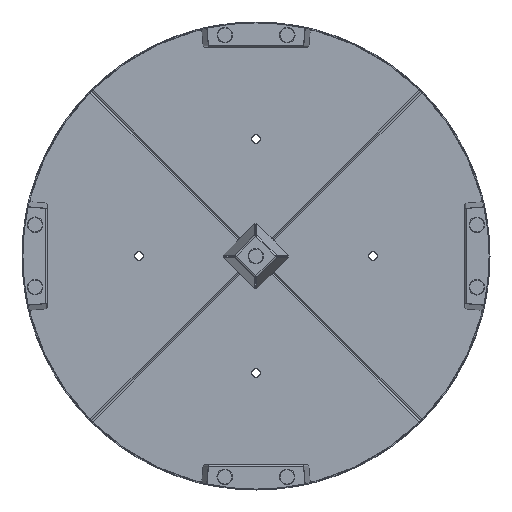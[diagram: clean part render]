
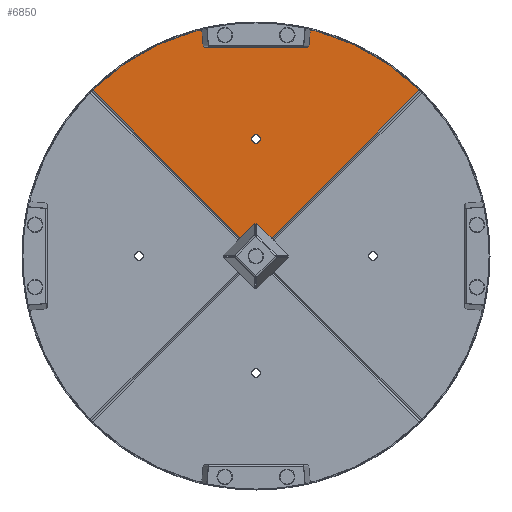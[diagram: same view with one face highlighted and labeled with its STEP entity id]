
A CAD part, front view. The second image highlights one B-rep face of the part: STEP entity #6850.
In plain terms, the highlighted planar face has unit normal (0, -1, 0).
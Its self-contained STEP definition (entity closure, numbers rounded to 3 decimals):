
#46 = CARTESIAN_POINT ( 'NONE',  ( -265.165, -3., -265.165 ) ) ;
#167 = ORIENTED_EDGE ( 'NONE', *, *, #5373, .T. ) ;
#200 = DIRECTION ( 'NONE',  ( 0., 1., 0. ) ) ;
#234 = AXIS2_PLACEMENT_3D ( 'NONE', #46, #6570, #503 ) ;
#280 = VERTEX_POINT ( 'NONE', #7647 ) ;
#408 = DIRECTION ( 'NONE',  ( 0., 0., 1. ) ) ;
#421 = AXIS2_PLACEMENT_3D ( 'NONE', #3451, #434, #7098 ) ;
#434 = DIRECTION ( 'NONE',  ( 0., -1., 0. ) ) ;
#503 = DIRECTION ( 'NONE',  ( 0., 0., 1. ) ) ;
#776 = EDGE_LOOP ( 'NONE', ( #4967, #167 ) ) ;
#916 = VERTEX_POINT ( 'NONE', #7105 ) ;
#1007 = CARTESIAN_POINT ( 'NONE',  ( -6., -3., -747. ) ) ;
#1315 = CARTESIAN_POINT ( 'NONE',  ( -265.165, -3., -265.165 ) ) ;
#1534 = CARTESIAN_POINT ( 'NONE',  ( -6., -3., -746.976 ) ) ;
#2143 = CIRCLE ( 'NONE', #2526, 747. ) ;
#2286 = ORIENTED_EDGE ( 'NONE', *, *, #6374, .F. ) ;
#2520 = AXIS2_PLACEMENT_3D ( 'NONE', #1315, #200, #6784 ) ;
#2526 = AXIS2_PLACEMENT_3D ( 'NONE', #4835, #5587, #4318 ) ;
#3066 = EDGE_LOOP ( 'NONE', ( #2286, #4265, #3622 ) ) ;
#3451 = CARTESIAN_POINT ( 'NONE',  ( 0., -3., 0. ) ) ;
#3622 = ORIENTED_EDGE ( 'NONE', *, *, #7748, .T. ) ;
#3650 = CIRCLE ( 'NONE', #234, 13.5 ) ;
#4265 = ORIENTED_EDGE ( 'NONE', *, *, #7658, .T. ) ;
#4318 = DIRECTION ( 'NONE',  ( 0., 0., -1. ) ) ;
#4473 = CARTESIAN_POINT ( 'NONE',  ( -265.165, -3., -251.665 ) ) ;
#4695 = EDGE_CURVE ( 'NONE', #5973, #7626, #3650, .T. ) ;
#4835 = CARTESIAN_POINT ( 'NONE',  ( 0., -3., 0. ) ) ;
#4967 = ORIENTED_EDGE ( 'NONE', *, *, #4695, .T. ) ;
#5350 = FACE_BOUND ( 'NONE', #776, .T. ) ;
#5373 = EDGE_CURVE ( 'NONE', #7626, #5973, #5944, .T. ) ;
#5587 = DIRECTION ( 'NONE',  ( 0., 1., 0. ) ) ;
#5769 = LINE ( 'NONE', #1007, #6882 ) ;
#5847 = DIRECTION ( 'NONE',  ( -1., 0., 0. ) ) ;
#5944 = CIRCLE ( 'NONE', #2520, 13.5 ) ;
#5973 = VERTEX_POINT ( 'NONE', #4473 ) ;
#6253 = VECTOR ( 'NONE', #5847, 1000. ) ;
#6374 = EDGE_CURVE ( 'NONE', #7114, #916, #2143, .T. ) ;
#6483 = LINE ( 'NONE', #7001, #6253 ) ;
#6570 = DIRECTION ( 'NONE',  ( 0., 1., 0. ) ) ;
#6762 = CARTESIAN_POINT ( 'NONE',  ( -265.165, -3., -278.665 ) ) ;
#6784 = DIRECTION ( 'NONE',  ( 0., 0., 1. ) ) ;
#6850 = ADVANCED_FACE ( 'NONE', ( #5350, #7767 ), #7021, .T. ) ;
#6882 = VECTOR ( 'NONE', #408, 1000. ) ;
#7001 = CARTESIAN_POINT ( 'NONE',  ( 0., -3., -6. ) ) ;
#7021 = PLANE ( 'NONE',  #421 ) ;
#7098 = DIRECTION ( 'NONE',  ( 0., 0., -1. ) ) ;
#7105 = CARTESIAN_POINT ( 'NONE',  ( -746.976, -3., -6. ) ) ;
#7114 = VERTEX_POINT ( 'NONE', #1534 ) ;
#7626 = VERTEX_POINT ( 'NONE', #6762 ) ;
#7647 = CARTESIAN_POINT ( 'NONE',  ( -6., -3., -6. ) ) ;
#7658 = EDGE_CURVE ( 'NONE', #7114, #280, #5769, .T. ) ;
#7748 = EDGE_CURVE ( 'NONE', #280, #916, #6483, .T. ) ;
#7767 = FACE_OUTER_BOUND ( 'NONE', #3066, .T. ) ;
